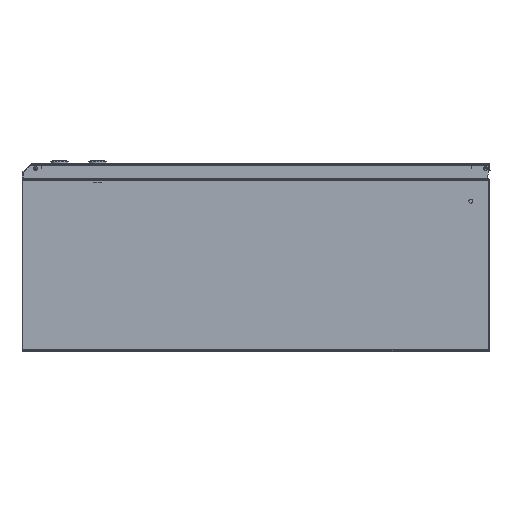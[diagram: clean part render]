
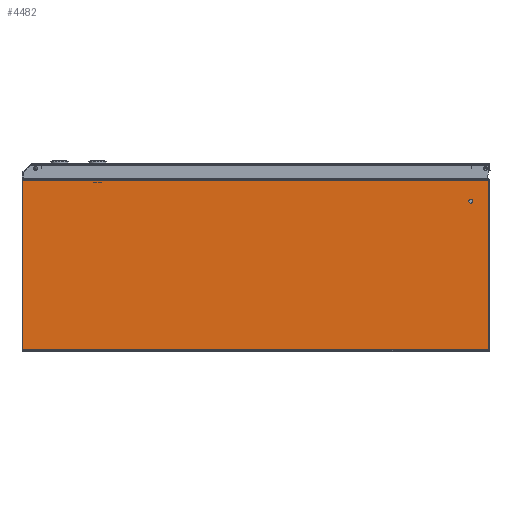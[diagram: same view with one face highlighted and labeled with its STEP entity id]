
A CAD part, front view. The second image highlights one B-rep face of the part: STEP entity #4482.
In plain terms, the highlighted face is planar.
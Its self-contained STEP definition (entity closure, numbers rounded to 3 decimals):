
#1898 = CARTESIAN_POINT ( 'NONE',  ( -283.453, 0., -81.062 ) ) ;
#1972 = CARTESIAN_POINT ( 'NONE',  ( -283.453, 0., -81.062 ) ) ;
#2087 = DIRECTION ( 'NONE',  ( 0., 1., 0. ) ) ;
#2193 = ORIENTED_EDGE ( 'NONE', *, *, #17078, .F. ) ;
#2764 = ORIENTED_EDGE ( 'NONE', *, *, #12089, .T. ) ;
#3372 = AXIS2_PLACEMENT_3D ( 'NONE', #18930, #15276, #3399 ) ;
#3399 = DIRECTION ( 'NONE',  ( 0., 0., 1. ) ) ;
#3408 = DIRECTION ( 'NONE',  ( 0., 0., 1. ) ) ;
#3649 = DIRECTION ( 'NONE',  ( -1., 0., 0. ) ) ;
#3757 = LINE ( 'NONE', #12535, #3864 ) ;
#3864 = VECTOR ( 'NONE', #19496, 1000. ) ;
#4482 = ADVANCED_FACE ( 'NONE', ( #15706, #20525 ), #20636, .T. ) ;
#4611 = CARTESIAN_POINT ( 'NONE',  ( -283.453, 0., -81.062 ) ) ;
#4992 = VERTEX_POINT ( 'NONE', #8866 ) ;
#5163 = VERTEX_POINT ( 'NONE', #18097 ) ;
#5643 = CARTESIAN_POINT ( 'NONE',  ( -44.753, 0., 638.938 ) ) ;
#6392 = VECTOR ( 'NONE', #22427, 1000. ) ;
#6498 = AXIS2_PLACEMENT_3D ( 'NONE', #5643, #2087, #14187 ) ;
#6801 = EDGE_LOOP ( 'NONE', ( #12071, #2764, #22243, #15084 ) ) ;
#7653 = CARTESIAN_POINT ( 'NONE',  ( -44.753, 0., 635.688 ) ) ;
#7800 = LINE ( 'NONE', #4611, #20176 ) ;
#8567 = DIRECTION ( 'NONE',  ( 0., 1., 0. ) ) ;
#8763 = LINE ( 'NONE', #17191, #6392 ) ;
#8866 = CARTESIAN_POINT ( 'NONE',  ( -12.153, 0., -81.062 ) ) ;
#9172 = EDGE_CURVE ( 'NONE', #12773, #19180, #21203, .T. ) ;
#10067 = EDGE_CURVE ( 'NONE', #18338, #5163, #7800, .T. ) ;
#11603 = EDGE_CURVE ( 'NONE', #5163, #14218, #8763, .T. ) ;
#12020 = EDGE_LOOP ( 'NONE', ( #17829, #2193 ) ) ;
#12071 = ORIENTED_EDGE ( 'NONE', *, *, #11603, .T. ) ;
#12089 = EDGE_CURVE ( 'NONE', #14218, #4992, #3757, .T. ) ;
#12535 = CARTESIAN_POINT ( 'NONE',  ( -12.153, 0., 668.938 ) ) ;
#12647 = LINE ( 'NONE', #1898, #15612 ) ;
#12773 = VERTEX_POINT ( 'NONE', #18302 ) ;
#14187 = DIRECTION ( 'NONE',  ( 0., 0., 1. ) ) ;
#14218 = VERTEX_POINT ( 'NONE', #22336 ) ;
#15084 = ORIENTED_EDGE ( 'NONE', *, *, #10067, .T. ) ;
#15276 = DIRECTION ( 'NONE',  ( 0., 1., 0. ) ) ;
#15612 = VECTOR ( 'NONE', #3649, 1000. ) ;
#15706 = FACE_BOUND ( 'NONE', #12020, .T. ) ;
#17078 = EDGE_CURVE ( 'NONE', #19180, #12773, #17416, .T. ) ;
#17191 = CARTESIAN_POINT ( 'NONE',  ( -283.453, 0., 668.938 ) ) ;
#17416 = CIRCLE ( 'NONE', #6498, 3.25 ) ;
#17829 = ORIENTED_EDGE ( 'NONE', *, *, #9172, .F. ) ;
#18097 = CARTESIAN_POINT ( 'NONE',  ( -283.453, 0., 668.938 ) ) ;
#18302 = CARTESIAN_POINT ( 'NONE',  ( -44.753, 0., 642.188 ) ) ;
#18338 = VERTEX_POINT ( 'NONE', #1972 ) ;
#18930 = CARTESIAN_POINT ( 'NONE',  ( -283.453, 0., 668.938 ) ) ;
#19180 = VERTEX_POINT ( 'NONE', #7653 ) ;
#19496 = DIRECTION ( 'NONE',  ( 0., 0., -1. ) ) ;
#20125 = DIRECTION ( 'NONE',  ( 0., 0., 1. ) ) ;
#20137 = AXIS2_PLACEMENT_3D ( 'NONE', #20756, #8567, #3408 ) ;
#20176 = VECTOR ( 'NONE', #20125, 1000. ) ;
#20525 = FACE_OUTER_BOUND ( 'NONE', #6801, .T. ) ;
#20636 = PLANE ( 'NONE',  #3372 ) ;
#20756 = CARTESIAN_POINT ( 'NONE',  ( -44.753, 0., 638.938 ) ) ;
#21157 = EDGE_CURVE ( 'NONE', #4992, #18338, #12647, .T. ) ;
#21203 = CIRCLE ( 'NONE', #20137, 3.25 ) ;
#22243 = ORIENTED_EDGE ( 'NONE', *, *, #21157, .T. ) ;
#22336 = CARTESIAN_POINT ( 'NONE',  ( -12.153, 0., 668.938 ) ) ;
#22427 = DIRECTION ( 'NONE',  ( 1., 0., 0. ) ) ;
